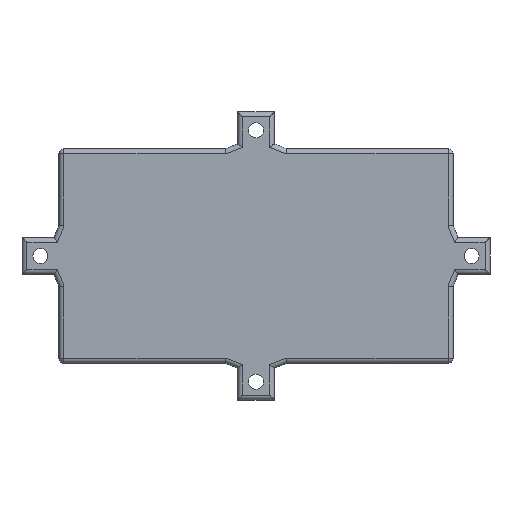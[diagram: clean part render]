
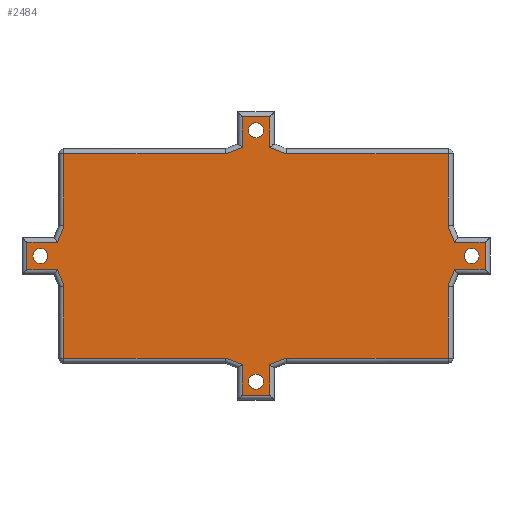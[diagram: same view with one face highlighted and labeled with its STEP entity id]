
A CAD part, top view. The second image highlights one B-rep face of the part: STEP entity #2484.
In plain terms, the highlighted planar face has unit normal (0, 0, 1).
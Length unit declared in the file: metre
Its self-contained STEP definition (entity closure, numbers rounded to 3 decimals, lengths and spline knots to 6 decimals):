
#167=CIRCLE('',#2682,0.00305);
#168=CIRCLE('',#2683,0.00305);
#169=CIRCLE('',#2684,0.00305);
#170=CIRCLE('',#2685,0.00305);
#375=ORIENTED_EDGE('',*,*,#1097,.T.);
#376=ORIENTED_EDGE('',*,*,#1098,.T.);
#377=ORIENTED_EDGE('',*,*,#1099,.T.);
#378=ORIENTED_EDGE('',*,*,#1100,.T.);
#379=ORIENTED_EDGE('',*,*,#1101,.T.);
#380=ORIENTED_EDGE('',*,*,#1102,.T.);
#381=ORIENTED_EDGE('',*,*,#1103,.T.);
#382=ORIENTED_EDGE('',*,*,#1104,.T.);
#383=ORIENTED_EDGE('',*,*,#1105,.T.);
#384=ORIENTED_EDGE('',*,*,#1106,.T.);
#385=ORIENTED_EDGE('',*,*,#1107,.T.);
#386=ORIENTED_EDGE('',*,*,#1108,.T.);
#387=ORIENTED_EDGE('',*,*,#1109,.T.);
#388=ORIENTED_EDGE('',*,*,#1110,.T.);
#389=ORIENTED_EDGE('',*,*,#1111,.T.);
#390=ORIENTED_EDGE('',*,*,#1112,.T.);
#391=ORIENTED_EDGE('',*,*,#1113,.T.);
#392=ORIENTED_EDGE('',*,*,#1114,.T.);
#393=ORIENTED_EDGE('',*,*,#1115,.T.);
#394=ORIENTED_EDGE('',*,*,#1116,.T.);
#395=ORIENTED_EDGE('',*,*,#1117,.T.);
#396=ORIENTED_EDGE('',*,*,#1118,.T.);
#397=ORIENTED_EDGE('',*,*,#1119,.T.);
#398=ORIENTED_EDGE('',*,*,#1120,.T.);
#399=ORIENTED_EDGE('',*,*,#1121,.T.);
#400=ORIENTED_EDGE('',*,*,#1122,.T.);
#401=ORIENTED_EDGE('',*,*,#1123,.T.);
#402=ORIENTED_EDGE('',*,*,#1124,.T.);
#403=ORIENTED_EDGE('',*,*,#1125,.F.);
#404=ORIENTED_EDGE('',*,*,#1126,.F.);
#405=ORIENTED_EDGE('',*,*,#1127,.F.);
#406=ORIENTED_EDGE('',*,*,#1128,.F.);
#1097=EDGE_CURVE('',#1456,#1457,#1687,.F.);
#1098=EDGE_CURVE('',#1457,#1458,#1688,.F.);
#1099=EDGE_CURVE('',#1458,#1459,#1689,.T.);
#1100=EDGE_CURVE('',#1459,#1460,#1690,.T.);
#1101=EDGE_CURVE('',#1460,#1461,#1691,.F.);
#1102=EDGE_CURVE('',#1461,#1462,#1692,.T.);
#1103=EDGE_CURVE('',#1462,#1463,#1693,.F.);
#1104=EDGE_CURVE('',#1463,#1464,#1694,.F.);
#1105=EDGE_CURVE('',#1464,#1465,#1695,.F.);
#1106=EDGE_CURVE('',#1465,#1466,#1696,.T.);
#1107=EDGE_CURVE('',#1466,#1467,#1697,.F.);
#1108=EDGE_CURVE('',#1467,#1468,#1698,.F.);
#1109=EDGE_CURVE('',#1468,#1469,#1699,.T.);
#1110=EDGE_CURVE('',#1469,#1470,#1700,.F.);
#1111=EDGE_CURVE('',#1470,#1471,#1701,.T.);
#1112=EDGE_CURVE('',#1471,#1472,#1702,.F.);
#1113=EDGE_CURVE('',#1472,#1473,#1703,.F.);
#1114=EDGE_CURVE('',#1473,#1474,#1704,.F.);
#1115=EDGE_CURVE('',#1474,#1475,#1705,.T.);
#1116=EDGE_CURVE('',#1475,#1476,#1706,.T.);
#1117=EDGE_CURVE('',#1476,#1477,#1707,.T.);
#1118=EDGE_CURVE('',#1477,#1478,#1708,.T.);
#1119=EDGE_CURVE('',#1478,#1479,#1709,.F.);
#1120=EDGE_CURVE('',#1479,#1480,#1710,.F.);
#1121=EDGE_CURVE('',#1480,#1481,#1711,.T.);
#1122=EDGE_CURVE('',#1481,#1482,#1712,.T.);
#1123=EDGE_CURVE('',#1482,#1483,#1713,.T.);
#1124=EDGE_CURVE('',#1483,#1456,#1714,.T.);
#1125=EDGE_CURVE('',#1484,#1484,#167,.T.);
#1126=EDGE_CURVE('',#1485,#1485,#168,.T.);
#1127=EDGE_CURVE('',#1486,#1486,#169,.T.);
#1128=EDGE_CURVE('',#1487,#1487,#170,.T.);
#1456=VERTEX_POINT('',#4001);
#1457=VERTEX_POINT('',#4002);
#1458=VERTEX_POINT('',#4004);
#1459=VERTEX_POINT('',#4006);
#1460=VERTEX_POINT('',#4008);
#1461=VERTEX_POINT('',#4010);
#1462=VERTEX_POINT('',#4012);
#1463=VERTEX_POINT('',#4014);
#1464=VERTEX_POINT('',#4016);
#1465=VERTEX_POINT('',#4018);
#1466=VERTEX_POINT('',#4020);
#1467=VERTEX_POINT('',#4022);
#1468=VERTEX_POINT('',#4024);
#1469=VERTEX_POINT('',#4026);
#1470=VERTEX_POINT('',#4028);
#1471=VERTEX_POINT('',#4030);
#1472=VERTEX_POINT('',#4032);
#1473=VERTEX_POINT('',#4034);
#1474=VERTEX_POINT('',#4036);
#1475=VERTEX_POINT('',#4038);
#1476=VERTEX_POINT('',#4040);
#1477=VERTEX_POINT('',#4042);
#1478=VERTEX_POINT('',#4044);
#1479=VERTEX_POINT('',#4046);
#1480=VERTEX_POINT('',#4048);
#1481=VERTEX_POINT('',#4050);
#1482=VERTEX_POINT('',#4052);
#1483=VERTEX_POINT('',#4054);
#1484=VERTEX_POINT('',#4057);
#1485=VERTEX_POINT('',#4059);
#1486=VERTEX_POINT('',#4061);
#1487=VERTEX_POINT('',#4063);
#1687=LINE('',#4000,#1924);
#1688=LINE('',#4003,#1925);
#1689=LINE('',#4005,#1926);
#1690=LINE('',#4007,#1927);
#1691=LINE('',#4009,#1928);
#1692=LINE('',#4011,#1929);
#1693=LINE('',#4013,#1930);
#1694=LINE('',#4015,#1931);
#1695=LINE('',#4017,#1932);
#1696=LINE('',#4019,#1933);
#1697=LINE('',#4021,#1934);
#1698=LINE('',#4023,#1935);
#1699=LINE('',#4025,#1936);
#1700=LINE('',#4027,#1937);
#1701=LINE('',#4029,#1938);
#1702=LINE('',#4031,#1939);
#1703=LINE('',#4033,#1940);
#1704=LINE('',#4035,#1941);
#1705=LINE('',#4037,#1942);
#1706=LINE('',#4039,#1943);
#1707=LINE('',#4041,#1944);
#1708=LINE('',#4043,#1945);
#1709=LINE('',#4045,#1946);
#1710=LINE('',#4047,#1947);
#1711=LINE('',#4049,#1948);
#1712=LINE('',#4051,#1949);
#1713=LINE('',#4053,#1950);
#1714=LINE('',#4055,#1951);
#1924=VECTOR('',#3094,1.);
#1925=VECTOR('',#3095,1.);
#1926=VECTOR('',#3096,1.);
#1927=VECTOR('',#3097,1.);
#1928=VECTOR('',#3098,1.);
#1929=VECTOR('',#3099,1.);
#1930=VECTOR('',#3100,1.);
#1931=VECTOR('',#3101,1.);
#1932=VECTOR('',#3102,1.);
#1933=VECTOR('',#3103,1.);
#1934=VECTOR('',#3104,1.);
#1935=VECTOR('',#3105,1.);
#1936=VECTOR('',#3106,1.);
#1937=VECTOR('',#3107,1.);
#1938=VECTOR('',#3108,1.);
#1939=VECTOR('',#3109,1.);
#1940=VECTOR('',#3110,1.);
#1941=VECTOR('',#3111,1.);
#1942=VECTOR('',#3112,1.);
#1943=VECTOR('',#3113,1.);
#1944=VECTOR('',#3114,1.);
#1945=VECTOR('',#3115,1.);
#1946=VECTOR('',#3116,1.);
#1947=VECTOR('',#3117,1.);
#1948=VECTOR('',#3118,1.);
#1949=VECTOR('',#3119,1.);
#1950=VECTOR('',#3120,1.);
#1951=VECTOR('',#3121,1.);
#2079=EDGE_LOOP('',(#375,#376,#377,#378,#379,#380,#381,#382,#383,#384,#385,
#386,#387,#388,#389,#390,#391,#392,#393,#394,#395,#396,#397,#398,#399,#400,
#401,#402));
#2080=EDGE_LOOP('',(#403));
#2081=EDGE_LOOP('',(#404));
#2082=EDGE_LOOP('',(#405));
#2083=EDGE_LOOP('',(#406));
#2251=FACE_BOUND('',#2079,.T.);
#2252=FACE_BOUND('',#2080,.T.);
#2253=FACE_BOUND('',#2081,.T.);
#2254=FACE_BOUND('',#2082,.T.);
#2255=FACE_BOUND('',#2083,.T.);
#2422=PLANE('',#2681);
#2484=ADVANCED_FACE('',(#2251,#2252,#2253,#2254,#2255),#2422,.T.);
#2681=AXIS2_PLACEMENT_3D('',#3999,#3092,#3093);
#2682=AXIS2_PLACEMENT_3D('',#4056,#3122,#3123);
#2683=AXIS2_PLACEMENT_3D('',#4058,#3124,#3125);
#2684=AXIS2_PLACEMENT_3D('',#4060,#3126,#3127);
#2685=AXIS2_PLACEMENT_3D('',#4062,#3128,#3129);
#3092=DIRECTION('',(0.,0.,1.));
#3093=DIRECTION('',(1.,0.,0.));
#3094=DIRECTION('',(1.,0.,0.));
#3095=DIRECTION('',(0.928,-0.371,0.));
#3096=DIRECTION('',(0.,1.,0.));
#3097=DIRECTION('',(-1.,0.,0.));
#3098=DIRECTION('',(0.,1.,0.));
#3099=DIRECTION('',(-0.928,-0.371,0.));
#3100=DIRECTION('',(1.,0.,0.));
#3101=DIRECTION('',(0.,1.,0.));
#3102=DIRECTION('',(0.371,0.928,0.));
#3103=DIRECTION('',(-1.,0.,0.));
#3104=DIRECTION('',(0.,1.,0.));
#3105=DIRECTION('',(-1.,0.,0.));
#3106=DIRECTION('',(0.371,-0.928,0.));
#3107=DIRECTION('',(0.,1.,0.));
#3108=DIRECTION('',(1.,0.,0.));
#3109=DIRECTION('',(-0.928,0.371,0.));
#3110=DIRECTION('',(0.,1.,0.));
#3111=DIRECTION('',(-1.,0.,0.));
#3112=DIRECTION('',(0.,1.,0.));
#3113=DIRECTION('',(0.928,0.371,0.));
#3114=DIRECTION('',(1.,0.,0.));
#3115=DIRECTION('',(0.,1.,0.));
#3116=DIRECTION('',(-0.371,-0.928,0.));
#3117=DIRECTION('',(-1.,0.,0.));
#3118=DIRECTION('',(0.,1.,0.));
#3119=DIRECTION('',(-1.,0.,0.));
#3120=DIRECTION('',(-0.371,0.928,0.));
#3121=DIRECTION('',(0.,1.,0.));
#3122=DIRECTION('',(0.,0.,1.));
#3123=DIRECTION('',(1.,0.,0.));
#3124=DIRECTION('',(0.,0.,1.));
#3125=DIRECTION('',(1.,0.,0.));
#3126=DIRECTION('',(0.,0.,1.));
#3127=DIRECTION('',(1.,0.,0.));
#3128=DIRECTION('',(0.,0.,1.));
#3129=DIRECTION('',(1.,0.,0.));
#3999=CARTESIAN_POINT('',(0.,0.,0.023));
#4000=CARTESIAN_POINT('',(0.,0.0415,0.023));
#4001=CARTESIAN_POINT('',(0.078,0.0415,0.023));
#4002=CARTESIAN_POINT('',(0.012115,0.0415,0.023));
#4003=CARTESIAN_POINT('',(0.006757,0.043643,0.023));
#4004=CARTESIAN_POINT('',(0.0055,0.044146,0.023));
#4005=CARTESIAN_POINT('',(0.0055,0.,0.023));
#4006=CARTESIAN_POINT('',(0.0055,0.0565,0.023));
#4007=CARTESIAN_POINT('',(0.,0.0565,0.023));
#4008=CARTESIAN_POINT('',(-0.0055,0.0565,0.023));
#4009=CARTESIAN_POINT('',(-0.0055,0.0455,0.023));
#4010=CARTESIAN_POINT('',(-0.0055,0.044146,0.023));
#4011=CARTESIAN_POINT('',(-0.011757,0.041643,0.023));
#4012=CARTESIAN_POINT('',(-0.012115,0.0415,0.023));
#4013=CARTESIAN_POINT('',(0.,0.0415,0.023));
#4014=CARTESIAN_POINT('',(-0.078,0.0415,0.023));
#4015=CARTESIAN_POINT('',(-0.078,0.,0.023));
#4016=CARTESIAN_POINT('',(-0.078,0.012115,0.023));
#4017=CARTESIAN_POINT('',(-0.080143,0.006757,0.023));
#4018=CARTESIAN_POINT('',(-0.080646,0.0055,0.023));
#4019=CARTESIAN_POINT('',(0.,0.0055,0.023));
#4020=CARTESIAN_POINT('',(-0.093,0.0055,0.023));
#4021=CARTESIAN_POINT('',(-0.093,-0.0075,0.023));
#4022=CARTESIAN_POINT('',(-0.093,-0.0055,0.023));
#4023=CARTESIAN_POINT('',(-0.082,-0.0055,0.023));
#4024=CARTESIAN_POINT('',(-0.080646,-0.0055,0.023));
#4025=CARTESIAN_POINT('',(-0.078143,-0.011757,0.023));
#4026=CARTESIAN_POINT('',(-0.078,-0.012115,0.023));
#4027=CARTESIAN_POINT('',(-0.078,0.,0.023));
#4028=CARTESIAN_POINT('',(-0.078,-0.0415,0.023));
#4029=CARTESIAN_POINT('',(-0.0125,-0.0415,0.023));
#4030=CARTESIAN_POINT('',(-0.012115,-0.0415,0.023));
#4031=CARTESIAN_POINT('',(-0.006757,-0.043643,0.023));
#4032=CARTESIAN_POINT('',(-0.0055,-0.044146,0.023));
#4033=CARTESIAN_POINT('',(-0.0055,-0.0585,0.023));
#4034=CARTESIAN_POINT('',(-0.0055,-0.0565,0.023));
#4035=CARTESIAN_POINT('',(0.0075,-0.0565,0.023));
#4036=CARTESIAN_POINT('',(0.0055,-0.0565,0.023));
#4037=CARTESIAN_POINT('',(0.0055,0.,0.023));
#4038=CARTESIAN_POINT('',(0.0055,-0.044146,0.023));
#4039=CARTESIAN_POINT('',(0.011757,-0.041643,0.023));
#4040=CARTESIAN_POINT('',(0.012115,-0.0415,0.023));
#4041=CARTESIAN_POINT('',(0.08,-0.0415,0.023));
#4042=CARTESIAN_POINT('',(0.078,-0.0415,0.023));
#4043=CARTESIAN_POINT('',(0.078,-0.0125,0.023));
#4044=CARTESIAN_POINT('',(0.078,-0.012115,0.023));
#4045=CARTESIAN_POINT('',(0.080143,-0.006757,0.023));
#4046=CARTESIAN_POINT('',(0.080646,-0.0055,0.023));
#4047=CARTESIAN_POINT('',(0.095,-0.0055,0.023));
#4048=CARTESIAN_POINT('',(0.093,-0.0055,0.023));
#4049=CARTESIAN_POINT('',(0.093,0.,0.023));
#4050=CARTESIAN_POINT('',(0.093,0.0055,0.023));
#4051=CARTESIAN_POINT('',(0.,0.0055,0.023));
#4052=CARTESIAN_POINT('',(0.080646,0.0055,0.023));
#4053=CARTESIAN_POINT('',(0.078143,0.011757,0.023));
#4054=CARTESIAN_POINT('',(0.078,0.012115,0.023));
#4055=CARTESIAN_POINT('',(0.078,0.0435,0.023));
#4056=CARTESIAN_POINT('',(0.,0.051,0.023));
#4057=CARTESIAN_POINT('',(0.00305,0.051,0.023));
#4058=CARTESIAN_POINT('',(0.0875,0.,0.023));
#4059=CARTESIAN_POINT('',(0.09055,0.,0.023));
#4060=CARTESIAN_POINT('',(0.,-0.051,0.023));
#4061=CARTESIAN_POINT('',(0.00305,-0.051,0.023));
#4062=CARTESIAN_POINT('',(-0.0875,0.,0.023));
#4063=CARTESIAN_POINT('',(-0.08445,0.,0.023));
